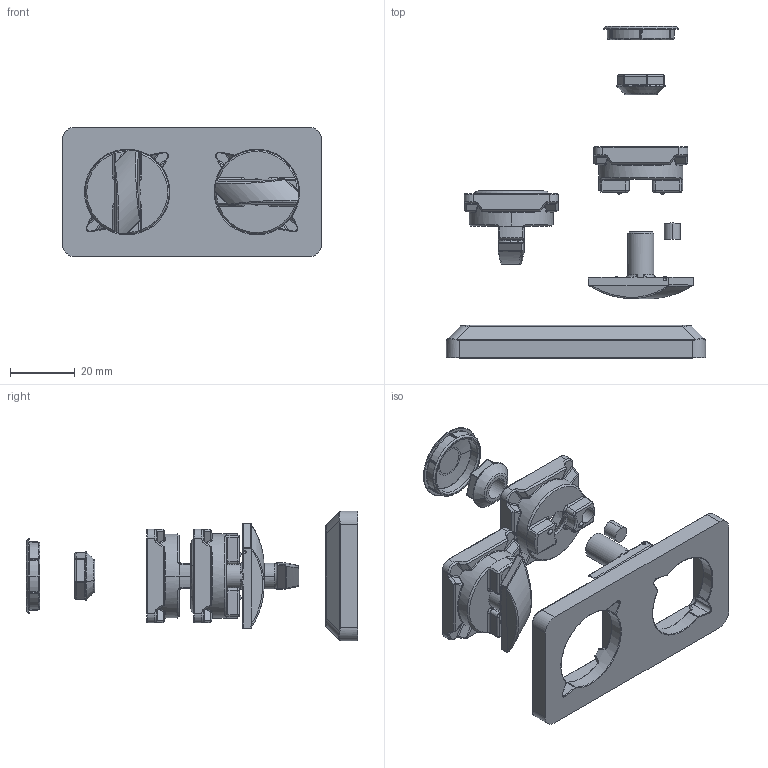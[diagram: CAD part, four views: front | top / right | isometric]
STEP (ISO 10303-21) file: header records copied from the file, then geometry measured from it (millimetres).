
FILE_DESCRIPTION (( 'STEP AP203' ), '1' );
FILE_NAME ('093VM4080LN08.STEP', '2020-04-24T10:33:29', ( '' ), ( '' ), 'SwSTEP 2.0', 'SolidWorks 2019', '' );
FILE_SCHEMA (( 'CONFIG_CONTROL_DESIGN' ));
Length unit declared in the file: millimetre
Products named in the file (7): 340ME486; 340ME444; 093VM4080LNR01_093VM4080LN08R01; 093VM4080LN08; 096RS8m0814m; 093VM4080LNR02; 093VMCC
Assembly tree (11 placements, depth 2):
  093VM4080LN08
    093VM4080LNR01_093VM4080LN08R01
    096RS8m0814m  x2
    093VMCC  x2
    340ME444  x2
    340ME486  x2
    093VM4080LNR02  x2
Bounding box: 80 x 102.42 x 40 mm (x, y, z)
Volume: 30989.9 mm3; surface area: 20216.3 mm2
Topology: 11 solids, 11 shells, 1684 faces, 3992 edges, 2254 vertices
Faces by surface type: bspline 618, cylinder 378, plane 276, torus 216, cone 144, sphere 52
Entity records: 36201 total; most frequent: CARTESIAN_POINT 14611, ORIENTED_EDGE 4788, DIRECTION 3891, EDGE_CURVE 2394, AXIS2_PLACEMENT_3D 1634, VERTEX_POINT 1381, EDGE_LOOP 1049, ADVANCED_FACE 1033
